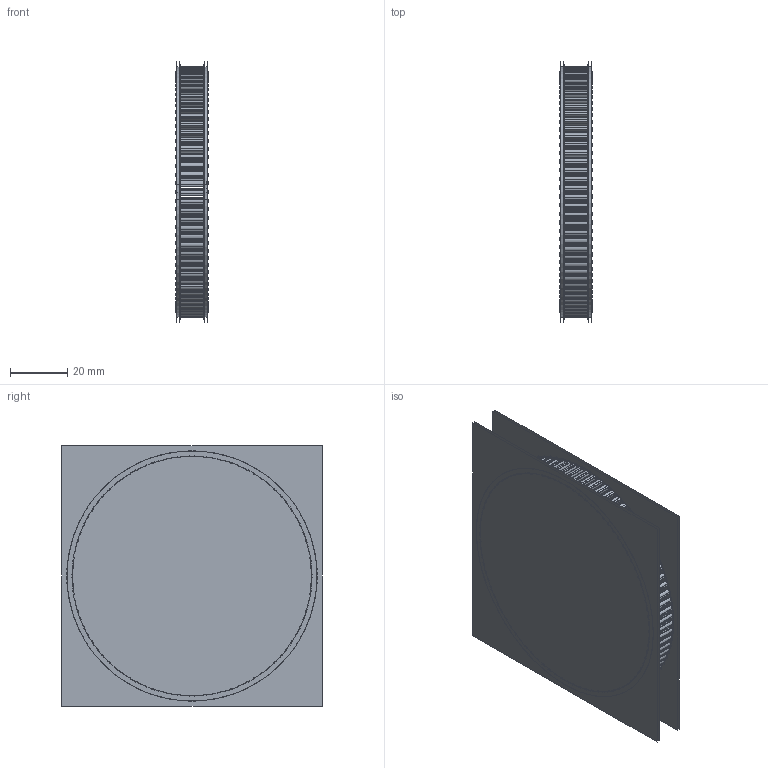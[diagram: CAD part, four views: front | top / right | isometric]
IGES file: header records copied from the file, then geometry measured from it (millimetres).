
Start section:  PTC IGES file: fe488z.igs
Global section: file name: fe488z.igs; native system: Creo Parametric by Parametric Technology Corporation; preprocessor: 2013150; author: sales 4; organization: Unknown; date: 20140324.142227; units: millimetre
Bounding box: 11.44 x 91.31 x 91.32 mm (x, y, z)
Volume: 5710.9 mm3; surface area: 228933.5 mm2
Topology: 87 solids, 87 shells, 5758 faces, 31364 edges, 40164 vertices
Faces by surface type: revolution 3448, bspline 2310
